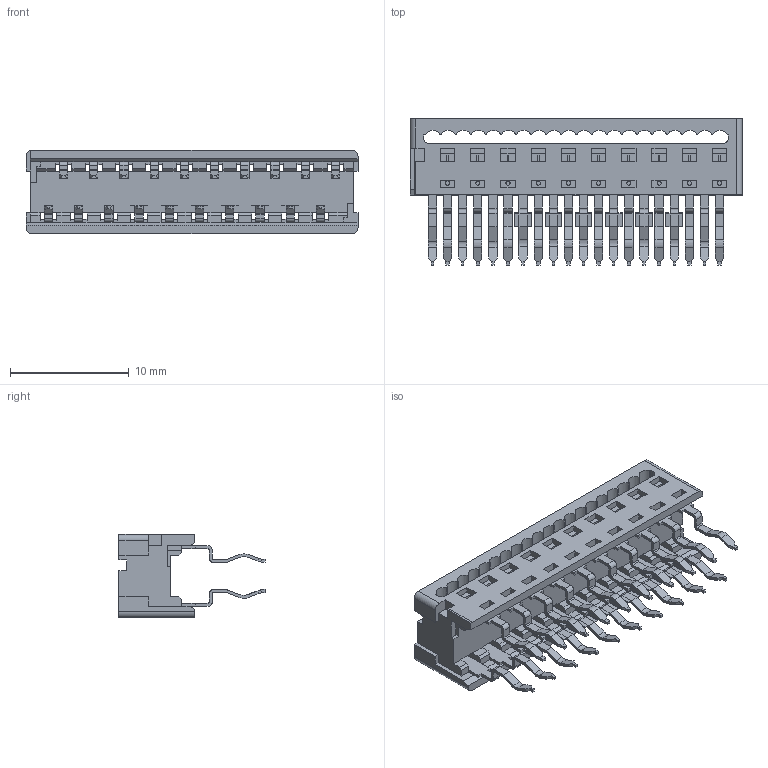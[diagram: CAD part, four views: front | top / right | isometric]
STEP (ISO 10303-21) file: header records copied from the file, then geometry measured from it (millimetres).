
FILE_DESCRIPTION((''),'2;1');
FILE_NAME('915771320','2008-03-17T',('PNB'),(''),'PRO/ENGINEER BY PARAMETRIC TECHNOLOGY CORPORATION, 2003451','PRO/ENGINEER BY PARAMETRIC TECHNOLOGY CORPORATION, 2003451','');
FILE_SCHEMA(('CONFIG_CONTROL_DESIGN'));
Length unit declared in the file: millimetre
Products named in the file (1): 915771320
Bounding box: 27.91 x 12.3 x 7 mm (x, y, z)
Volume: 697.8 mm3; surface area: 1996.8 mm2
Topology: 1 solids, 1 shells, 1390 faces, 4017 edges, 2658 vertices
Faces by surface type: plane 1142, cylinder 248
Entity records: 45162 total; most frequent: CARTESIAN_POINT 7986, ORIENTED_EDGE 7914, DIRECTION 7389, EDGE_CURVE 3957, VECTOR 3427, LINE 3427, VERTEX_POINT 2578, AXIS2_PLACEMENT_3D 1981
